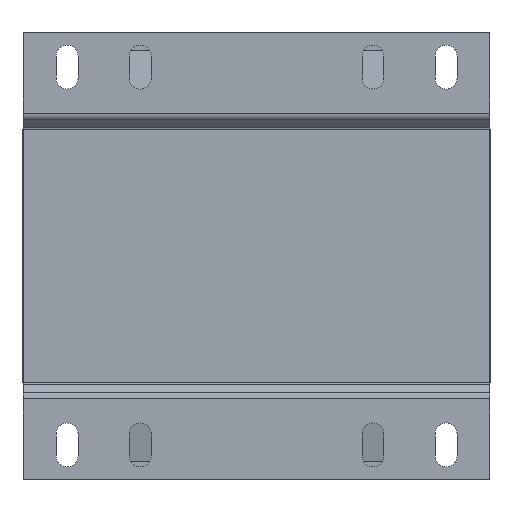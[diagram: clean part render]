
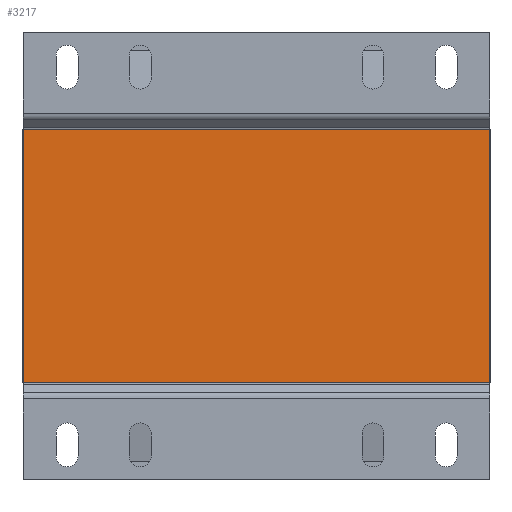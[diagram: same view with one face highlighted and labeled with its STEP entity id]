
A CAD part, front view. The second image highlights one B-rep face of the part: STEP entity #3217.
In plain terms, the highlighted planar face has unit normal (0, -1, 0).
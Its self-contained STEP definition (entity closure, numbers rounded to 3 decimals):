
#275 = VECTOR ( 'NONE', #6784, 1000. ) ;
#352 = ORIENTED_EDGE ( 'NONE', *, *, #6824, .F. ) ;
#871 = CARTESIAN_POINT ( 'NONE',  ( -95.5, -82.5, 52. ) ) ;
#1347 = ORIENTED_EDGE ( 'NONE', *, *, #8957, .F. ) ;
#1428 = DIRECTION ( 'NONE',  ( 0., 0., 1. ) ) ;
#1919 = CARTESIAN_POINT ( 'NONE',  ( -95.5, -82.5, 93. ) ) ;
#2286 = CARTESIAN_POINT ( 'NONE',  ( 96., -82.5, 93. ) ) ;
#2384 = EDGE_LOOP ( 'NONE', ( #5160, #1347, #2393, #352 ) ) ;
#2393 = ORIENTED_EDGE ( 'NONE', *, *, #7205, .T. ) ;
#2862 = CARTESIAN_POINT ( 'NONE',  ( 96., -82.5, -52. ) ) ;
#3217 = ADVANCED_FACE ( 'NONE', ( #6876 ), #10129, .F. ) ;
#3417 = VECTOR ( 'NONE', #5186, 1000. ) ;
#3492 = VERTEX_POINT ( 'NONE', #2862 ) ;
#3508 = EDGE_CURVE ( 'NONE', #8876, #5515, #9570, .T. ) ;
#3712 = VERTEX_POINT ( 'NONE', #7867 ) ;
#4643 = DIRECTION ( 'NONE',  ( 0., 0., -1. ) ) ;
#4679 = LINE ( 'NONE', #5088, #6051 ) ;
#5088 = CARTESIAN_POINT ( 'NONE',  ( 96., -82.5, -52. ) ) ;
#5160 = ORIENTED_EDGE ( 'NONE', *, *, #3508, .T. ) ;
#5186 = DIRECTION ( 'NONE',  ( 0., 0., 1. ) ) ;
#5515 = VERTEX_POINT ( 'NONE', #871 ) ;
#5989 = CARTESIAN_POINT ( 'NONE',  ( 96., -82.5, 52. ) ) ;
#6051 = VECTOR ( 'NONE', #7508, 1000. ) ;
#6212 = CARTESIAN_POINT ( 'NONE',  ( 0.25, -82.5, 0. ) ) ;
#6784 = DIRECTION ( 'NONE',  ( -1., 0., 0. ) ) ;
#6824 = EDGE_CURVE ( 'NONE', #8876, #3492, #7897, .T. ) ;
#6876 = FACE_OUTER_BOUND ( 'NONE', #2384, .T. ) ;
#7004 = DIRECTION ( 'NONE',  ( 0., 1., 0. ) ) ;
#7169 = VECTOR ( 'NONE', #4643, 1000. ) ;
#7205 = EDGE_CURVE ( 'NONE', #3712, #3492, #4679, .T. ) ;
#7508 = DIRECTION ( 'NONE',  ( 1., 0., 0. ) ) ;
#7867 = CARTESIAN_POINT ( 'NONE',  ( -95.5, -82.5, -52. ) ) ;
#7897 = LINE ( 'NONE', #2286, #7169 ) ;
#8773 = AXIS2_PLACEMENT_3D ( 'NONE', #6212, #7004, #1428 ) ;
#8876 = VERTEX_POINT ( 'NONE', #9748 ) ;
#8957 = EDGE_CURVE ( 'NONE', #3712, #5515, #9720, .T. ) ;
#9570 = LINE ( 'NONE', #5989, #275 ) ;
#9720 = LINE ( 'NONE', #1919, #3417 ) ;
#9748 = CARTESIAN_POINT ( 'NONE',  ( 96., -82.5, 52. ) ) ;
#10129 = PLANE ( 'NONE',  #8773 ) ;
